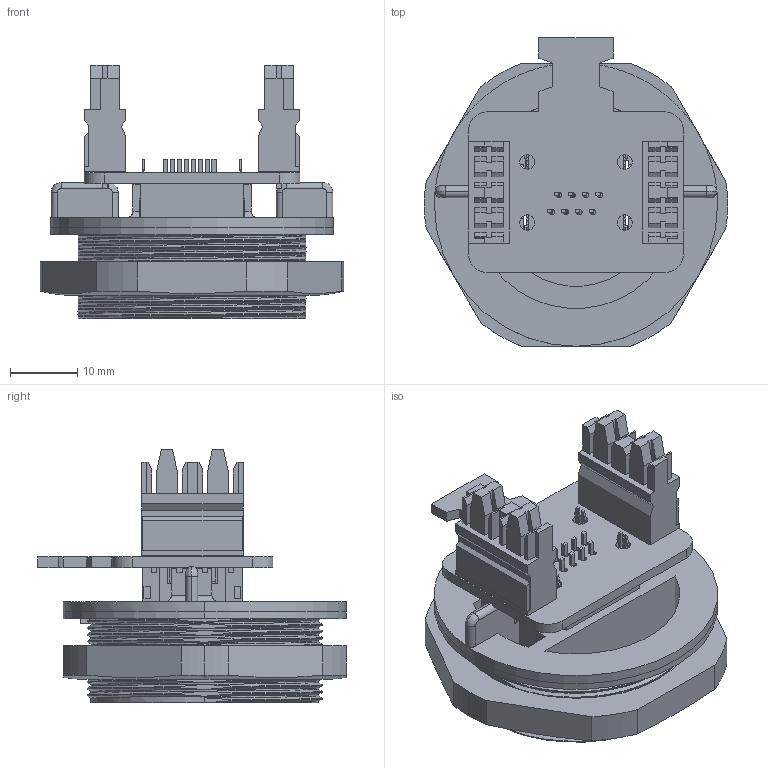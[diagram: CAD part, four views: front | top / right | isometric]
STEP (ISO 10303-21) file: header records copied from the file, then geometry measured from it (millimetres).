
FILE_DESCRIPTION(('STEP AP242'),'1');
FILE_NAME('px0839-idc.stp','2023-03-30T11:57:38',('TraceParts'),('TraceParts S.A.'),'Spatial InterOp 3D',' ',' ');
FILE_SCHEMA(('AP242_MANAGED_MODEL_BASED_3D_ENGINEERING_MIM_LF {1 0 10303 442 1 1 4}'));
Length unit declared in the file: millimetre
Products named in the file (1): px0839-idc_1
Bounding box: 45 x 45.77 x 37.67 mm (x, y, z)
Volume: 15137.6 mm3; surface area: 19935 mm2
Topology: 8 solids, 8 shells, 946 faces, 2607 edges, 1673 vertices
Faces by surface type: plane 685, cylinder 150, bspline 100, cone 4, torus 4, sphere 3
Entity records: 38060 total; most frequent: CARTESIAN_POINT 14511, ORIENTED_EDGE 5214, DIRECTION 4283, EDGE_CURVE 2607, LINE 2089, VECTOR 2089, VERTEX_POINT 1673, AXIS2_PLACEMENT_3D 1097
